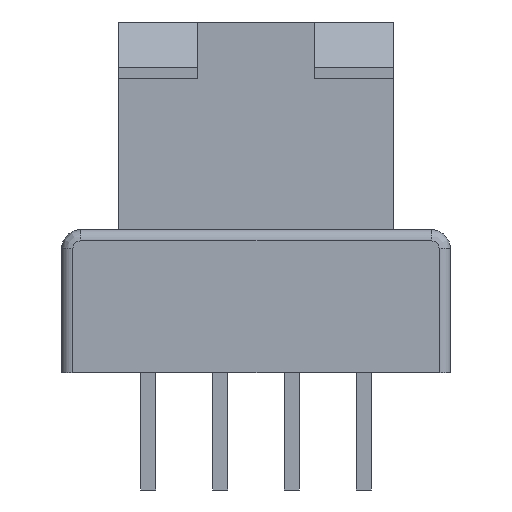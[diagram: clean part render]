
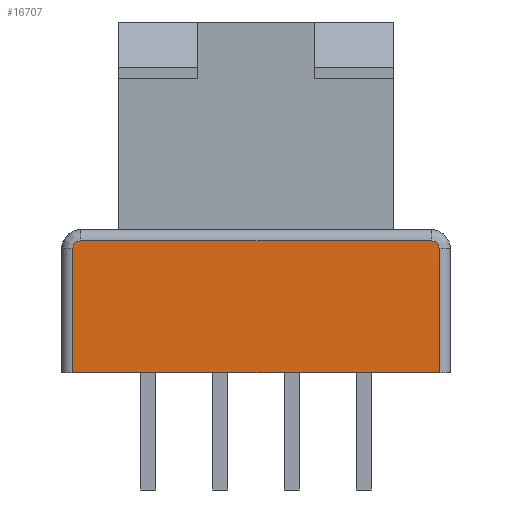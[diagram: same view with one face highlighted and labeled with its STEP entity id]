
A CAD part, left-side view. The second image highlights one B-rep face of the part: STEP entity #16707.
In plain terms, the highlighted planar face has unit normal (-1, 0, 0).
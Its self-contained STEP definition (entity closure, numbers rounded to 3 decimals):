
#262=DIRECTION('',(0.,1.,0.));
#263=VECTOR('',#262,9.7);
#264=CARTESIAN_POINT('',(-31.955,-4.85,-9.3));
#265=LINE('',#264,#263);
#378=DIRECTION('',(0.,0.,-1.));
#379=VECTOR('',#378,3.3);
#380=CARTESIAN_POINT('',(-31.955,-4.85,-6.));
#381=LINE('',#380,#379);
#382=DIRECTION('',(0.,0.,-1.));
#383=VECTOR('',#382,3.3);
#384=CARTESIAN_POINT('',(-31.955,4.85,-6.));
#385=LINE('',#384,#383);
#386=CARTESIAN_POINT('',(-31.955,4.65,-6.));
#387=DIRECTION('',(-1.,0.,0.));
#388=DIRECTION('',(0.,0.,1.));
#389=AXIS2_PLACEMENT_3D('',#386,#387,#388);
#391=DIRECTION('',(0.,-1.,0.));
#392=VECTOR('',#391,9.3);
#393=CARTESIAN_POINT('',(-31.955,4.65,-5.8));
#394=LINE('',#393,#392);
#395=CARTESIAN_POINT('',(-31.955,-4.65,-6.));
#396=DIRECTION('',(-1.,0.,0.));
#397=DIRECTION('',(0.,-1.,0.));
#398=AXIS2_PLACEMENT_3D('',#395,#396,#397);
#12653=CARTESIAN_POINT('',(-31.955,-4.85,-9.3));
#12655=VERTEX_POINT('',#12653);
#12656=CARTESIAN_POINT('',(-31.955,-4.85,-6.));
#12657=VERTEX_POINT('',#12656);
#12658=CARTESIAN_POINT('',(-31.955,4.65,-5.8));
#12659=CARTESIAN_POINT('',(-31.955,-4.65,-5.8));
#12660=VERTEX_POINT('',#12658);
#12661=VERTEX_POINT('',#12659);
#12664=CARTESIAN_POINT('',(-31.955,4.85,-9.3));
#12666=VERTEX_POINT('',#12664);
#12670=CARTESIAN_POINT('',(-31.955,4.85,-6.));
#12671=VERTEX_POINT('',#12670);
#16690=CARTESIAN_POINT('',(-31.955,5.15,-5.5));
#16691=DIRECTION('',(-1.,0.,0.));
#16692=DIRECTION('',(0.,-1.,0.));
#16693=AXIS2_PLACEMENT_3D('',#16690,#16691,#16692);
#16694=PLANE('',#16693);
#16696=ORIENTED_EDGE('',*,*,#16695,.T.);
#16697=ORIENTED_EDGE('',*,*,#16489,.T.);
#16699=ORIENTED_EDGE('',*,*,#16698,.F.);
#16700=ORIENTED_EDGE('',*,*,#16680,.F.);
#16702=ORIENTED_EDGE('',*,*,#16701,.T.);
#16704=ORIENTED_EDGE('',*,*,#16703,.F.);
#16705=EDGE_LOOP('',(#16696,#16697,#16699,#16700,#16702,#16704));
#16706=FACE_OUTER_BOUND('',#16705,.F.);
#390=CIRCLE('',#389,0.2);
#399=CIRCLE('',#398,0.2);
#16489=EDGE_CURVE('',#12655,#12666,#265,.T.);
#16680=EDGE_CURVE('',#12660,#12671,#390,.T.);
#16695=EDGE_CURVE('',#12657,#12655,#381,.T.);
#16698=EDGE_CURVE('',#12671,#12666,#385,.T.);
#16701=EDGE_CURVE('',#12660,#12661,#394,.T.);
#16703=EDGE_CURVE('',#12657,#12661,#399,.T.);
#16707=ADVANCED_FACE('',(#16706),#16694,.T.);
